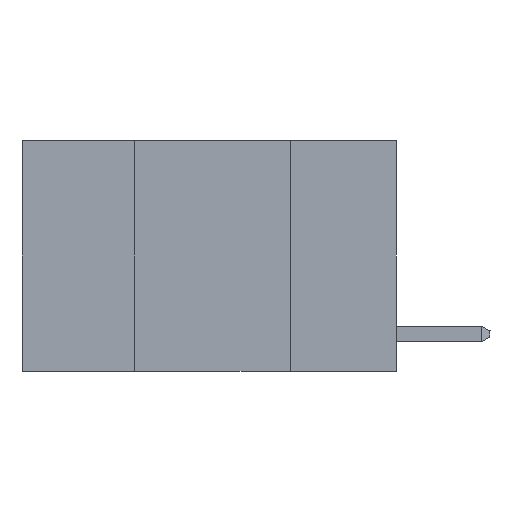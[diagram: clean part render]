
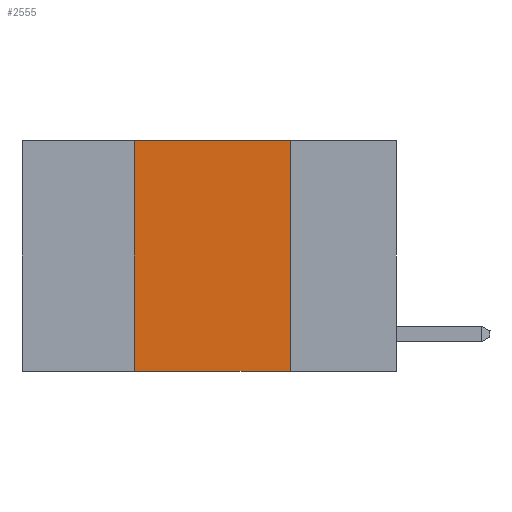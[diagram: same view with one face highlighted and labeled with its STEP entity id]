
A CAD part, left-side view. The second image highlights one B-rep face of the part: STEP entity #2555.
In plain terms, the highlighted planar face has unit normal (-1, 0, 0).
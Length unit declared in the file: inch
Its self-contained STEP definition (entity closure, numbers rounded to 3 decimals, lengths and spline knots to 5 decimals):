
#643 = ORIENTED_EDGE ( 'NONE', *, *, #14727, .F. ) ;
#910 = DIRECTION ( 'NONE',  ( 0., 0., -1. ) ) ;
#1047 = CARTESIAN_POINT ( 'NONE',  ( 0., 0.42, -0.37 ) ) ;
#1684 = DIRECTION ( 'NONE',  ( 0., -1., 0. ) ) ;
#2014 = EDGE_CURVE ( 'NONE', #21870, #16383, #18554, .T. ) ;
#2555 = ADVANCED_FACE ( 'NONE', ( #11084 ), #9672, .F. ) ;
#3958 = DIRECTION ( 'NONE',  ( 0., 0., -1. ) ) ;
#4294 = DIRECTION ( 'NONE',  ( 0., 0., 1. ) ) ;
#4621 = LINE ( 'NONE', #21828, #18116 ) ;
#9672 = PLANE ( 'NONE',  #22309 ) ;
#10472 = VECTOR ( 'NONE', #3958, 39.37008 ) ;
#10580 = CARTESIAN_POINT ( 'NONE',  ( 0., 0.6, 0. ) ) ;
#11084 = FACE_OUTER_BOUND ( 'NONE', #22611, .T. ) ;
#11267 = CARTESIAN_POINT ( 'NONE',  ( 0., 0.6, 0. ) ) ;
#11682 = CARTESIAN_POINT ( 'NONE',  ( 0., 0.6, -0.37 ) ) ;
#11919 = EDGE_CURVE ( 'NONE', #15535, #16383, #12960, .T. ) ;
#12185 = VERTEX_POINT ( 'NONE', #15475 ) ;
#12960 = LINE ( 'NONE', #18037, #10472 ) ;
#13134 = EDGE_CURVE ( 'NONE', #21870, #12185, #4621, .T. ) ;
#13377 = LINE ( 'NONE', #10580, #14175 ) ;
#13869 = VECTOR ( 'NONE', #18790, 39.37008 ) ;
#14175 = VECTOR ( 'NONE', #1684, 39.37008 ) ;
#14330 = CARTESIAN_POINT ( 'NONE',  ( 0., 0.17, 0. ) ) ;
#14727 = EDGE_CURVE ( 'NONE', #12185, #15535, #13377, .T. ) ;
#15475 = CARTESIAN_POINT ( 'NONE',  ( 0., 0.42, 0. ) ) ;
#15535 = VERTEX_POINT ( 'NONE', #14330 ) ;
#16383 = VERTEX_POINT ( 'NONE', #22027 ) ;
#18037 = CARTESIAN_POINT ( 'NONE',  ( 0., 0.17, 0. ) ) ;
#18116 = VECTOR ( 'NONE', #4294, 39.37008 ) ;
#18554 = LINE ( 'NONE', #11682, #13869 ) ;
#18688 = ORIENTED_EDGE ( 'NONE', *, *, #2014, .T. ) ;
#18790 = DIRECTION ( 'NONE',  ( 0., -1., 0. ) ) ;
#19818 = ORIENTED_EDGE ( 'NONE', *, *, #13134, .F. ) ;
#21828 = CARTESIAN_POINT ( 'NONE',  ( 0., 0.42, 0. ) ) ;
#21842 = DIRECTION ( 'NONE',  ( 1., 0., 0. ) ) ;
#21870 = VERTEX_POINT ( 'NONE', #1047 ) ;
#22027 = CARTESIAN_POINT ( 'NONE',  ( 0., 0.17, -0.37 ) ) ;
#22309 = AXIS2_PLACEMENT_3D ( 'NONE', #11267, #21842, #910 ) ;
#22611 = EDGE_LOOP ( 'NONE', ( #22612, #643, #19818, #18688 ) ) ;
#22612 = ORIENTED_EDGE ( 'NONE', *, *, #11919, .F. ) ;
